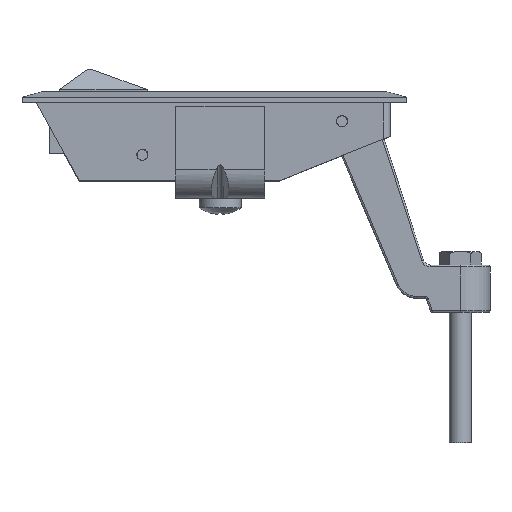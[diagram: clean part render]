
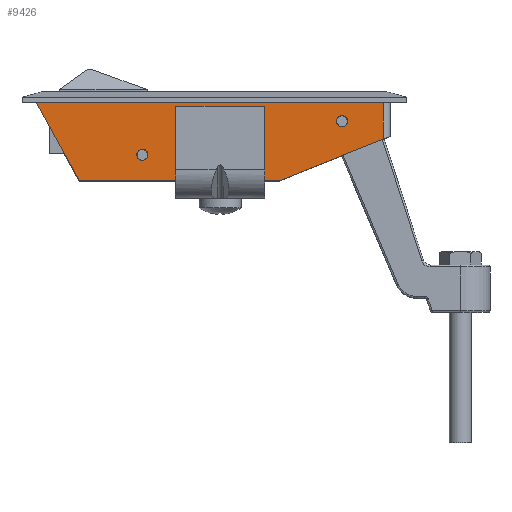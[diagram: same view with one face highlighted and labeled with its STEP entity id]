
A CAD part, top view. The second image highlights one B-rep face of the part: STEP entity #9426.
In plain terms, the highlighted planar face has unit normal (0, -0.018, 1).
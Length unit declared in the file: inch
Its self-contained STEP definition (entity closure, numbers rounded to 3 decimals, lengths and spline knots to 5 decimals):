
#7623=CARTESIAN_POINT('',(0.498,0.0,0.44348));
#7624=VERTEX_POINT('',#7623);
#7631=CARTESIAN_POINT('',(-1.19,0.0,0.44348));
#7632=VERTEX_POINT('',#7631);
#7633=CARTESIAN_POINT('',(0.498,0.,0.44348));
#7634=DIRECTION('',(-1.0,0.0,0.0));
#7635=VECTOR('',#7634,1.688);
#7636=LINE('',#7633,#7635);
#7637=EDGE_CURVE('',#7624,#7632,#7636,.T.);
#7970=CARTESIAN_POINT('',(1.376,0.35195,0.44962));
#7971=VERTEX_POINT('',#7970);
#7979=CARTESIAN_POINT('',(1.376,0.35195,0.44962));
#7980=DIRECTION('',(-0.928,-0.372,-0.006));
#7981=VECTOR('',#7980,0.94593);
#7982=LINE('',#7979,#7981);
#7983=EDGE_CURVE('',#7971,#7624,#7982,.T.);
#8049=CARTESIAN_POINT('',(1.376,0.66,0.455));
#8050=VERTEX_POINT('',#8049);
#8058=CARTESIAN_POINT('',(1.376,0.66,0.455));
#8059=DIRECTION('',(0.,-1.,-0.017));
#8060=VECTOR('',#8059,0.3081);
#8061=LINE('',#8058,#8060);
#8062=EDGE_CURVE('',#8050,#7971,#8061,.T.);
#8360=CARTESIAN_POINT('',(-0.657,0.2675,0.44815));
#8361=VERTEX_POINT('',#8360);
#8362=CARTESIAN_POINT('',(-0.657,0.22,0.44732));
#8363=DIRECTION('',(0.0,0.017,-1.));
#8364=DIRECTION('',(0.0,-1.,-0.017));
#8365=AXIS2_PLACEMENT_3D('',#8362,#8363,#8364);
#8366=ELLIPSE('',#8365,0.04751,0.0475);
#8367=EDGE_CURVE('',#8361,#8361,#8366,.T.);
#8582=CARTESIAN_POINT('',(1.03,0.4565,0.45145));
#8583=VERTEX_POINT('',#8582);
#8584=CARTESIAN_POINT('',(1.03,0.504,0.45228));
#8585=DIRECTION('',(0.0,0.017,-1.));
#8586=DIRECTION('',(0.0,1.,0.017));
#8587=AXIS2_PLACEMENT_3D('',#8584,#8585,#8586);
#8588=ELLIPSE('',#8587,0.04751,0.0475);
#8589=EDGE_CURVE('',#8583,#8583,#8588,.T.);
#9296=CARTESIAN_POINT('',(-1.554,0.66,0.455));
#9297=VERTEX_POINT('',#9296);
#9298=CARTESIAN_POINT('',(-1.554,0.66,0.455));
#9299=DIRECTION('',(1.0,0.0,0.0));
#9300=VECTOR('',#9299,2.93);
#9301=LINE('',#9298,#9300);
#9302=EDGE_CURVE('',#9297,#8050,#9301,.T.);
#9403=CARTESIAN_POINT('',(0.0,0.,0.44348));
#9404=DIRECTION('',(0.0,-0.017,1.));
#9405=DIRECTION('',(1.0,0.0,0.0));
#9406=AXIS2_PLACEMENT_3D('',#9403,#9404,#9405);
#9407=PLANE('',#9406);
#9408=ORIENTED_EDGE('',*,*,#8062,.F.);
#9409=ORIENTED_EDGE('',*,*,#9302,.F.);
#9410=CARTESIAN_POINT('',(-1.19,0.,0.44348));
#9411=DIRECTION('',(-0.483,0.876,0.015));
#9412=VECTOR('',#9411,0.75381);
#9413=LINE('',#9410,#9412);
#9414=EDGE_CURVE('',#7632,#9297,#9413,.T.);
#9415=ORIENTED_EDGE('',*,*,#9414,.F.);
#9416=ORIENTED_EDGE('',*,*,#7637,.F.);
#9417=ORIENTED_EDGE('',*,*,#7983,.F.);
#9418=EDGE_LOOP('',(#9408,#9409,#9415,#9416,#9417));
#9419=FACE_OUTER_BOUND('',#9418,.T.);
#9420=ORIENTED_EDGE('',*,*,#8589,.T.);
#9421=EDGE_LOOP('',(#9420));
#9422=FACE_BOUND('',#9421,.T.);
#9423=ORIENTED_EDGE('',*,*,#8367,.T.);
#9424=EDGE_LOOP('',(#9423));
#9425=FACE_BOUND('',#9424,.T.);
#9426=ADVANCED_FACE('',(#9419,#9422,#9425),#9407,.T.);
